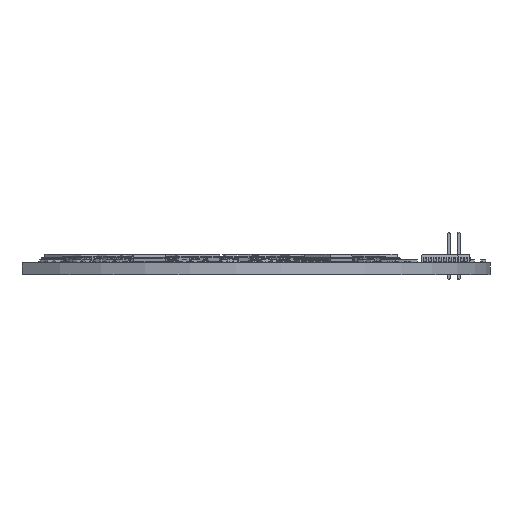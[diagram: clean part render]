
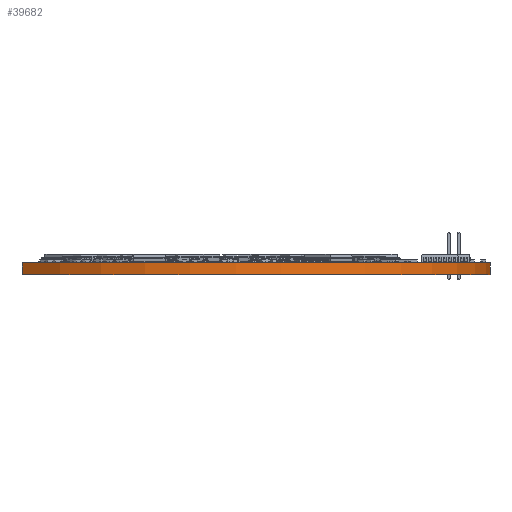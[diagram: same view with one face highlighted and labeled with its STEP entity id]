
A CAD part, left-side view. The second image highlights one B-rep face of the part: STEP entity #39682.
In plain terms, the highlighted cylindrical face has radius 37.704 mm (diameter 75.408 mm), a partial arc.
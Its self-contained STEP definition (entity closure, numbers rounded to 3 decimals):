
#38554 = PLANE('',#38555);
#38555 = AXIS2_PLACEMENT_3D('',#38556,#38557,#38558);
#38556 = CARTESIAN_POINT('',(143.161,-91.504,1.6));
#38557 = DIRECTION('',(-0.,-0.,-1.));
#38558 = DIRECTION('',(-1.,0.,0.));
#38613 = PLANE('',#38614);
#38614 = AXIS2_PLACEMENT_3D('',#38615,#38616,#38617);
#38615 = CARTESIAN_POINT('',(143.161,-91.504,0.));
#38616 = DIRECTION('',(-0.,-0.,-1.));
#38617 = DIRECTION('',(-1.,0.,0.));
#38672 = PLANE('',#38673);
#38673 = AXIS2_PLACEMENT_3D('',#38674,#38675,#38676);
#38674 = CARTESIAN_POINT('',(122.9,-61.2,0.));
#38675 = DIRECTION('',(0.,-1.,0.));
#38676 = DIRECTION('',(-1.,0.,0.));
#38838 = VERTEX_POINT('',#38839);
#38839 = CARTESIAN_POINT('',(139.,-123.704,0.));
#38853 = PLANE('',#38854);
#38854 = AXIS2_PLACEMENT_3D('',#38855,#38856,#38857);
#38855 = CARTESIAN_POINT('',(139.,-123.704,0.));
#38856 = DIRECTION('',(0.,1.,0.));
#38857 = DIRECTION('',(1.,0.,0.));
#38865 = EDGE_CURVE('',#38866,#38838,#38868,.T.);
#38866 = VERTEX_POINT('',#38867);
#38867 = CARTESIAN_POINT('',(110.6,-61.2,0.));
#38868 = SURFACE_CURVE('',#38869,(#38874,#38885),.PCURVE_S1.);
#38869 = CIRCLE('',#38870,37.704);
#38870 = AXIS2_PLACEMENT_3D('',#38871,#38872,#38873);
#38871 = CARTESIAN_POINT('',(139.,-86.,0.));
#38872 = DIRECTION('',(0.,0.,1.));
#38873 = DIRECTION('',(1.,0.,-0.));
#38874 = PCURVE('',#38613,#38875);
#38875 = DEFINITIONAL_REPRESENTATION('',(#38876),#38884);
#38876 = ( BOUNDED_CURVE() B_SPLINE_CURVE(2,(#38877,#38878,#38879,#38880
    ,#38881,#38882,#38883),.UNSPECIFIED.,.T.,.F.) 
B_SPLINE_CURVE_WITH_KNOTS((1,2,2,2,2,1),(-2.094,0.,
    2.094,4.189,6.283,8.378),
.UNSPECIFIED.) CURVE() GEOMETRIC_REPRESENTATION_ITEM() 
RATIONAL_B_SPLINE_CURVE((1.,0.5,1.,0.5,1.,0.5,1.)) REPRESENTATION_ITEM(
  '') );
#38877 = CARTESIAN_POINT('',(-33.544,5.504));
#38878 = CARTESIAN_POINT('',(-33.544,70.81));
#38879 = CARTESIAN_POINT('',(23.013,38.157));
#38880 = CARTESIAN_POINT('',(79.569,5.504));
#38881 = CARTESIAN_POINT('',(23.013,-27.148));
#38882 = CARTESIAN_POINT('',(-33.544,-59.801));
#38883 = CARTESIAN_POINT('',(-33.544,5.504));
#38884 = ( GEOMETRIC_REPRESENTATION_CONTEXT(2) 
PARAMETRIC_REPRESENTATION_CONTEXT() REPRESENTATION_CONTEXT('2D SPACE',''
  ) );
#38885 = PCURVE('',#38886,#38891);
#38886 = CYLINDRICAL_SURFACE('',#38887,37.704);
#38887 = AXIS2_PLACEMENT_3D('',#38888,#38889,#38890);
#38888 = CARTESIAN_POINT('',(139.,-86.,0.));
#38889 = DIRECTION('',(-0.,-0.,-1.));
#38890 = DIRECTION('',(1.,0.,-0.));
#38891 = DEFINITIONAL_REPRESENTATION('',(#38892),#38896);
#38892 = LINE('',#38893,#38894);
#38893 = CARTESIAN_POINT('',(-0.,0.));
#38894 = VECTOR('',#38895,1.);
#38895 = DIRECTION('',(-1.,0.));
#38896 = ( GEOMETRIC_REPRESENTATION_CONTEXT(2) 
PARAMETRIC_REPRESENTATION_CONTEXT() REPRESENTATION_CONTEXT('2D SPACE',''
  ) );
#39287 = VERTEX_POINT('',#39288);
#39288 = CARTESIAN_POINT('',(139.,-123.704,1.6));
#39309 = EDGE_CURVE('',#39310,#39287,#39312,.T.);
#39310 = VERTEX_POINT('',#39311);
#39311 = CARTESIAN_POINT('',(110.6,-61.2,1.6));
#39312 = SURFACE_CURVE('',#39313,(#39318,#39329),.PCURVE_S1.);
#39313 = CIRCLE('',#39314,37.704);
#39314 = AXIS2_PLACEMENT_3D('',#39315,#39316,#39317);
#39315 = CARTESIAN_POINT('',(139.,-86.,1.6));
#39316 = DIRECTION('',(0.,0.,1.));
#39317 = DIRECTION('',(1.,0.,-0.));
#39318 = PCURVE('',#38554,#39319);
#39319 = DEFINITIONAL_REPRESENTATION('',(#39320),#39328);
#39320 = ( BOUNDED_CURVE() B_SPLINE_CURVE(2,(#39321,#39322,#39323,#39324
    ,#39325,#39326,#39327),.UNSPECIFIED.,.T.,.F.) 
B_SPLINE_CURVE_WITH_KNOTS((1,2,2,2,2,1),(-2.094,0.,
    2.094,4.189,6.283,8.378),
.UNSPECIFIED.) CURVE() GEOMETRIC_REPRESENTATION_ITEM() 
RATIONAL_B_SPLINE_CURVE((1.,0.5,1.,0.5,1.,0.5,1.)) REPRESENTATION_ITEM(
  '') );
#39321 = CARTESIAN_POINT('',(-33.544,5.504));
#39322 = CARTESIAN_POINT('',(-33.544,70.81));
#39323 = CARTESIAN_POINT('',(23.013,38.157));
#39324 = CARTESIAN_POINT('',(79.569,5.504));
#39325 = CARTESIAN_POINT('',(23.013,-27.148));
#39326 = CARTESIAN_POINT('',(-33.544,-59.801));
#39327 = CARTESIAN_POINT('',(-33.544,5.504));
#39328 = ( GEOMETRIC_REPRESENTATION_CONTEXT(2) 
PARAMETRIC_REPRESENTATION_CONTEXT() REPRESENTATION_CONTEXT('2D SPACE',''
  ) );
#39329 = PCURVE('',#38886,#39330);
#39330 = DEFINITIONAL_REPRESENTATION('',(#39331),#39335);
#39331 = LINE('',#39332,#39333);
#39332 = CARTESIAN_POINT('',(-0.,-1.6));
#39333 = VECTOR('',#39334,1.);
#39334 = DIRECTION('',(-1.,0.));
#39335 = ( GEOMETRIC_REPRESENTATION_CONTEXT(2) 
PARAMETRIC_REPRESENTATION_CONTEXT() REPRESENTATION_CONTEXT('2D SPACE',''
  ) );
#39634 = EDGE_CURVE('',#38866,#39310,#39635,.T.);
#39635 = SURFACE_CURVE('',#39636,(#39640,#39647),.PCURVE_S1.);
#39636 = LINE('',#39637,#39638);
#39637 = CARTESIAN_POINT('',(110.6,-61.2,0.));
#39638 = VECTOR('',#39639,1.);
#39639 = DIRECTION('',(0.,0.,1.));
#39640 = PCURVE('',#38672,#39641);
#39641 = DEFINITIONAL_REPRESENTATION('',(#39642),#39646);
#39642 = LINE('',#39643,#39644);
#39643 = CARTESIAN_POINT('',(12.3,0.));
#39644 = VECTOR('',#39645,1.);
#39645 = DIRECTION('',(0.,-1.));
#39646 = ( GEOMETRIC_REPRESENTATION_CONTEXT(2) 
PARAMETRIC_REPRESENTATION_CONTEXT() REPRESENTATION_CONTEXT('2D SPACE',''
  ) );
#39647 = PCURVE('',#38886,#39648);
#39648 = DEFINITIONAL_REPRESENTATION('',(#39649),#39653);
#39649 = LINE('',#39650,#39651);
#39650 = CARTESIAN_POINT('',(-2.424,0.));
#39651 = VECTOR('',#39652,1.);
#39652 = DIRECTION('',(-0.,-1.));
#39653 = ( GEOMETRIC_REPRESENTATION_CONTEXT(2) 
PARAMETRIC_REPRESENTATION_CONTEXT() REPRESENTATION_CONTEXT('2D SPACE',''
  ) );
#39682 = ADVANCED_FACE('',(#39683),#38886,.T.);
#39683 = FACE_BOUND('',#39684,.F.);
#39684 = EDGE_LOOP('',(#39685,#39686,#39687,#39708));
#39685 = ORIENTED_EDGE('',*,*,#39634,.T.);
#39686 = ORIENTED_EDGE('',*,*,#39309,.T.);
#39687 = ORIENTED_EDGE('',*,*,#39688,.F.);
#39688 = EDGE_CURVE('',#38838,#39287,#39689,.T.);
#39689 = SURFACE_CURVE('',#39690,(#39694,#39701),.PCURVE_S1.);
#39690 = LINE('',#39691,#39692);
#39691 = CARTESIAN_POINT('',(139.,-123.704,0.));
#39692 = VECTOR('',#39693,1.);
#39693 = DIRECTION('',(0.,0.,1.));
#39694 = PCURVE('',#38886,#39695);
#39695 = DEFINITIONAL_REPRESENTATION('',(#39696),#39700);
#39696 = LINE('',#39697,#39698);
#39697 = CARTESIAN_POINT('',(-4.712,0.));
#39698 = VECTOR('',#39699,1.);
#39699 = DIRECTION('',(-0.,-1.));
#39700 = ( GEOMETRIC_REPRESENTATION_CONTEXT(2) 
PARAMETRIC_REPRESENTATION_CONTEXT() REPRESENTATION_CONTEXT('2D SPACE',''
  ) );
#39701 = PCURVE('',#38853,#39702);
#39702 = DEFINITIONAL_REPRESENTATION('',(#39703),#39707);
#39703 = LINE('',#39704,#39705);
#39704 = CARTESIAN_POINT('',(0.,0.));
#39705 = VECTOR('',#39706,1.);
#39706 = DIRECTION('',(0.,-1.));
#39707 = ( GEOMETRIC_REPRESENTATION_CONTEXT(2) 
PARAMETRIC_REPRESENTATION_CONTEXT() REPRESENTATION_CONTEXT('2D SPACE',''
  ) );
#39708 = ORIENTED_EDGE('',*,*,#38865,.F.);
